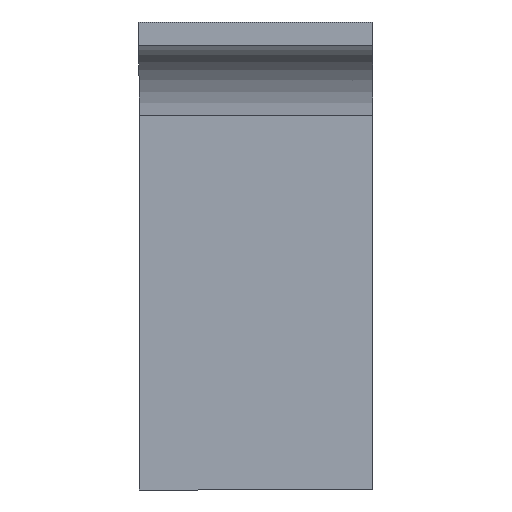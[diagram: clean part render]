
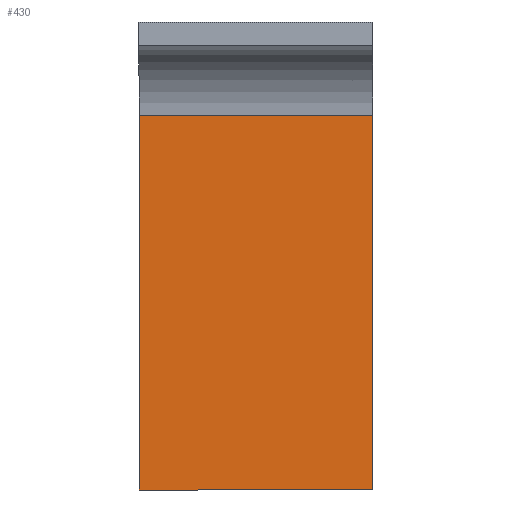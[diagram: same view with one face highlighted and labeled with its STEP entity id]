
A CAD part, left-side view. The second image highlights one B-rep face of the part: STEP entity #430.
In plain terms, the highlighted planar face has unit normal (-1, 0, 0).
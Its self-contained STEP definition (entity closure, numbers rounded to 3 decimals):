
#32 = PLANE('',#33);
#33 = AXIS2_PLACEMENT_3D('',#34,#35,#36);
#34 = CARTESIAN_POINT('',(-100.,-50.,0.));
#35 = DIRECTION('',(0.,1.,0.));
#36 = DIRECTION('',(1.,0.,0.));
#146 = VERTEX_POINT('',#147);
#147 = CARTESIAN_POINT('',(95.,-50.,0.));
#161 = PLANE('',#162);
#162 = AXIS2_PLACEMENT_3D('',#163,#164,#165);
#163 = CARTESIAN_POINT('',(0.,0.,0.));
#164 = DIRECTION('',(0.,0.,1.));
#165 = DIRECTION('',(1.,0.,0.));
#173 = EDGE_CURVE('',#146,#174,#176,.T.);
#174 = VERTEX_POINT('',#175);
#175 = CARTESIAN_POINT('',(95.,-50.,80.));
#176 = SURFACE_CURVE('',#177,(#181,#188),.PCURVE_S1.);
#177 = LINE('',#178,#179);
#178 = CARTESIAN_POINT('',(95.,-50.,0.));
#179 = VECTOR('',#180,1.);
#180 = DIRECTION('',(0.,0.,1.));
#181 = PCURVE('',#32,#182);
#182 = DEFINITIONAL_REPRESENTATION('',(#183),#187);
#183 = LINE('',#184,#185);
#184 = CARTESIAN_POINT('',(195.,0.));
#185 = VECTOR('',#186,1.);
#186 = DIRECTION('',(0.,-1.));
#187 = ( GEOMETRIC_REPRESENTATION_CONTEXT(2) 
PARAMETRIC_REPRESENTATION_CONTEXT() REPRESENTATION_CONTEXT('2D SPACE',''
  ) );
#188 = PCURVE('',#189,#194);
#189 = PLANE('',#190);
#190 = AXIS2_PLACEMENT_3D('',#191,#192,#193);
#191 = CARTESIAN_POINT('',(95.,-50.,0.));
#192 = DIRECTION('',(1.,0.,0.));
#193 = DIRECTION('',(0.,0.,1.));
#194 = DEFINITIONAL_REPRESENTATION('',(#195),#199);
#195 = LINE('',#196,#197);
#196 = CARTESIAN_POINT('',(0.,0.));
#197 = VECTOR('',#198,1.);
#198 = DIRECTION('',(1.,0.));
#199 = ( GEOMETRIC_REPRESENTATION_CONTEXT(2) 
PARAMETRIC_REPRESENTATION_CONTEXT() REPRESENTATION_CONTEXT('2D SPACE',''
  ) );
#222 = CYLINDRICAL_SURFACE('',#223,15.);
#223 = AXIS2_PLACEMENT_3D('',#224,#225,#226);
#224 = CARTESIAN_POINT('',(80.,-50.,80.));
#225 = DIRECTION('',(0.,-1.,0.));
#226 = DIRECTION('',(1.,0.,0.));
#322 = PLANE('',#323);
#323 = AXIS2_PLACEMENT_3D('',#324,#325,#326);
#324 = CARTESIAN_POINT('',(0.,0.,100.));
#325 = DIRECTION('',(0.,-1.,0.));
#326 = DIRECTION('',(1.,0.,0.));
#385 = EDGE_CURVE('',#174,#386,#388,.T.);
#386 = VERTEX_POINT('',#387);
#387 = CARTESIAN_POINT('',(95.,0.,80.));
#388 = SURFACE_CURVE('',#389,(#393,#400),.PCURVE_S1.);
#389 = LINE('',#390,#391);
#390 = CARTESIAN_POINT('',(95.,-50.,80.));
#391 = VECTOR('',#392,1.);
#392 = DIRECTION('',(0.,1.,0.));
#393 = PCURVE('',#222,#394);
#394 = DEFINITIONAL_REPRESENTATION('',(#395),#399);
#395 = LINE('',#396,#397);
#396 = CARTESIAN_POINT('',(0.,0.));
#397 = VECTOR('',#398,1.);
#398 = DIRECTION('',(0.,-1.));
#399 = ( GEOMETRIC_REPRESENTATION_CONTEXT(2) 
PARAMETRIC_REPRESENTATION_CONTEXT() REPRESENTATION_CONTEXT('2D SPACE',''
  ) );
#400 = PCURVE('',#189,#401);
#401 = DEFINITIONAL_REPRESENTATION('',(#402),#406);
#402 = LINE('',#403,#404);
#403 = CARTESIAN_POINT('',(80.,0.));
#404 = VECTOR('',#405,1.);
#405 = DIRECTION('',(0.,-1.));
#406 = ( GEOMETRIC_REPRESENTATION_CONTEXT(2) 
PARAMETRIC_REPRESENTATION_CONTEXT() REPRESENTATION_CONTEXT('2D SPACE',''
  ) );
#430 = ADVANCED_FACE('',(#431),#189,.F.);
#431 = FACE_BOUND('',#432,.F.);
#432 = EDGE_LOOP('',(#433,#434,#457,#476));
#433 = ORIENTED_EDGE('',*,*,#173,.F.);
#434 = ORIENTED_EDGE('',*,*,#435,.T.);
#435 = EDGE_CURVE('',#146,#436,#438,.T.);
#436 = VERTEX_POINT('',#437);
#437 = CARTESIAN_POINT('',(95.,0.,0.));
#438 = SURFACE_CURVE('',#439,(#443,#450),.PCURVE_S1.);
#439 = LINE('',#440,#441);
#440 = CARTESIAN_POINT('',(95.,-50.,0.));
#441 = VECTOR('',#442,1.);
#442 = DIRECTION('',(0.,1.,0.));
#443 = PCURVE('',#189,#444);
#444 = DEFINITIONAL_REPRESENTATION('',(#445),#449);
#445 = LINE('',#446,#447);
#446 = CARTESIAN_POINT('',(0.,0.));
#447 = VECTOR('',#448,1.);
#448 = DIRECTION('',(0.,-1.));
#449 = ( GEOMETRIC_REPRESENTATION_CONTEXT(2) 
PARAMETRIC_REPRESENTATION_CONTEXT() REPRESENTATION_CONTEXT('2D SPACE',''
  ) );
#450 = PCURVE('',#161,#451);
#451 = DEFINITIONAL_REPRESENTATION('',(#452),#456);
#452 = LINE('',#453,#454);
#453 = CARTESIAN_POINT('',(95.,-50.));
#454 = VECTOR('',#455,1.);
#455 = DIRECTION('',(0.,1.));
#456 = ( GEOMETRIC_REPRESENTATION_CONTEXT(2) 
PARAMETRIC_REPRESENTATION_CONTEXT() REPRESENTATION_CONTEXT('2D SPACE',''
  ) );
#457 = ORIENTED_EDGE('',*,*,#458,.F.);
#458 = EDGE_CURVE('',#386,#436,#459,.T.);
#459 = SURFACE_CURVE('',#460,(#464,#470),.PCURVE_S1.);
#460 = LINE('',#461,#462);
#461 = CARTESIAN_POINT('',(95.,0.,50.));
#462 = VECTOR('',#463,1.);
#463 = DIRECTION('',(0.,0.,-1.));
#464 = PCURVE('',#189,#465);
#465 = DEFINITIONAL_REPRESENTATION('',(#466),#469);
#466 = B_SPLINE_CURVE_WITH_KNOTS('',1,(#467,#468),.UNSPECIFIED.,.F.,.F.,
  (2,2),(-30.,50.),.PIECEWISE_BEZIER_KNOTS.);
#467 = CARTESIAN_POINT('',(80.,-50.));
#468 = CARTESIAN_POINT('',(0.,-50.));
#469 = ( GEOMETRIC_REPRESENTATION_CONTEXT(2) 
PARAMETRIC_REPRESENTATION_CONTEXT() REPRESENTATION_CONTEXT('2D SPACE',''
  ) );
#470 = PCURVE('',#322,#471);
#471 = DEFINITIONAL_REPRESENTATION('',(#472),#475);
#472 = B_SPLINE_CURVE_WITH_KNOTS('',1,(#473,#474),.UNSPECIFIED.,.F.,.F.,
  (2,2),(-30.,50.),.PIECEWISE_BEZIER_KNOTS.);
#473 = CARTESIAN_POINT('',(95.,-20.));
#474 = CARTESIAN_POINT('',(95.,-100.));
#475 = ( GEOMETRIC_REPRESENTATION_CONTEXT(2) 
PARAMETRIC_REPRESENTATION_CONTEXT() REPRESENTATION_CONTEXT('2D SPACE',''
  ) );
#476 = ORIENTED_EDGE('',*,*,#385,.F.);
